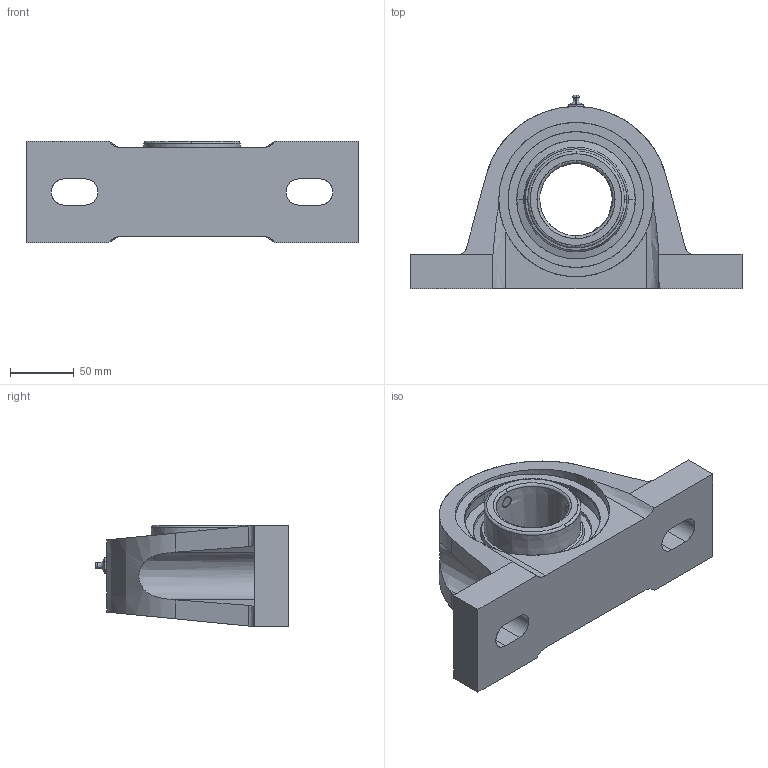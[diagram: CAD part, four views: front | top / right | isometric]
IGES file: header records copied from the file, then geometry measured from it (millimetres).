
Start section: SolidWorks IGES file using analytic representation for surfaces
Global section: file name: MPDEFAU12271436372844.igs; native system: SolidWorks 2012; preprocessor: SolidWorks 2012; author: partstream; date: 111227.143547; units: millimetre
Bounding box: 260.35 x 151.71 x 79.38 mm (x, y, z)
Surface area: 133627.7 mm2 (no closed solid volume)
Topology: 0 solids, 0 shells, 122 faces, 2576 edges, 2584 vertices
Faces by surface type: bspline 66, revolution 56
